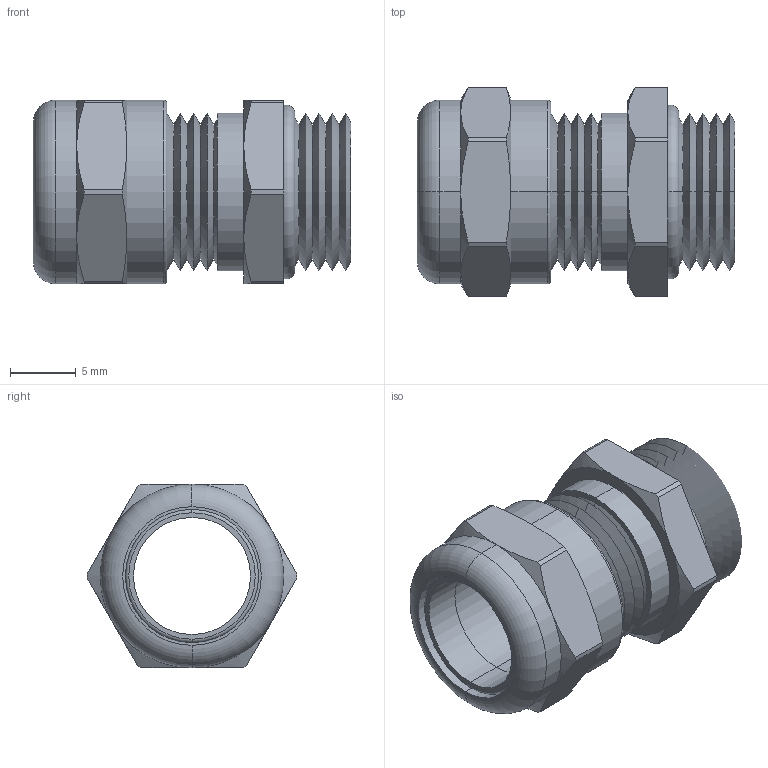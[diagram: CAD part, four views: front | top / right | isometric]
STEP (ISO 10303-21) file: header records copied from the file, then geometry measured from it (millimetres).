
FILE_DESCRIPTION (( 'STEP AP203' ), '1' );
FILE_NAME ('CD12MA-SS.STEP', '2008-03-25T17:20:30', ( '*' ), ( '' ), 'SwSTEP 2.0', 'SolidWorks 2007', '' );
FILE_SCHEMA (( 'CONFIG_CONTROL_DESIGN' ));
Length unit declared in the file: inch
Products named in the file (1): CD12MA-SS
Bounding box: 24.13 x 15.93 x 13.97 mm (x, y, z)
Volume: 1588.9 mm3; surface area: 2479.3 mm2
Topology: 2 solids, 3 shells, 122 faces, 264 edges, 152 vertices
Faces by surface type: cone 64, cylinder 28, plane 22, torus 8
Entity records: 3479 total; most frequent: CARTESIAN_POINT 715, DIRECTION 610, ORIENTED_EDGE 528, EDGE_CURVE 264, AXIS2_PLACEMENT_3D 259, VERTEX_POINT 152, CIRCLE 136, EDGE_LOOP 132
